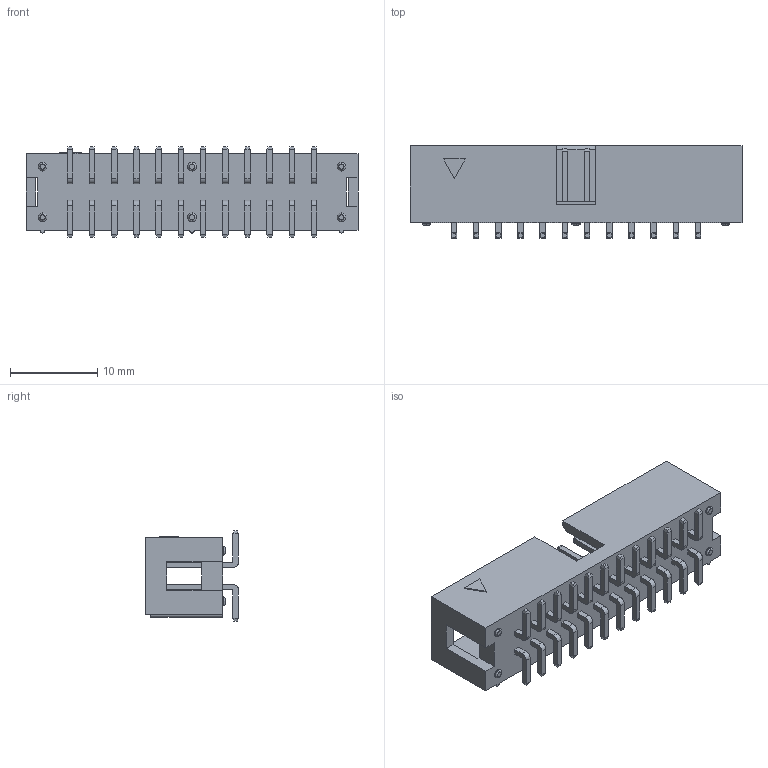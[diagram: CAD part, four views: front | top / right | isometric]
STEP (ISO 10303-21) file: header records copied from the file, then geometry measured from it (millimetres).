
FILE_DESCRIPTION (( 'STEP AP203' ), '1' );
FILE_NAME ('11093, SBH11-NBPC-D12-SM-_ _.STEP', '2015-09-01T08:57:17', ( 'LUANN HERRING' ), ( 'SULLINS' ), 'SwSTEP 2.0', 'SolidWorks 2015', '' );
FILE_SCHEMA (( 'CONFIG_CONTROL_DESIGN' ));
Length unit declared in the file: millimetre
Products named in the file (2): 11093, SBH11-NBPC-D12-SM-_ _
Bounding box: 37.98 x 10.62 x 10.3 mm (x, y, z)
Volume: 1469.9 mm3; surface area: 2637.3 mm2
Topology: 1 solids, 1 shells, 582 faces, 1379 edges, 850 vertices
Faces by surface type: plane 528, cylinder 42, bspline 12
Entity records: 16510 total; most frequent: CARTESIAN_POINT 3029, ORIENTED_EDGE 2758, DIRECTION 2607, EDGE_CURVE 1379, VECTOR 1271, LINE 1271, VERTEX_POINT 850, AXIS2_PLACEMENT_3D 668
